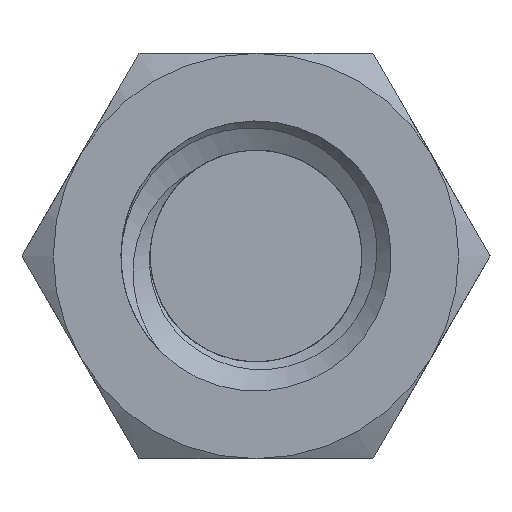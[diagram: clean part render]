
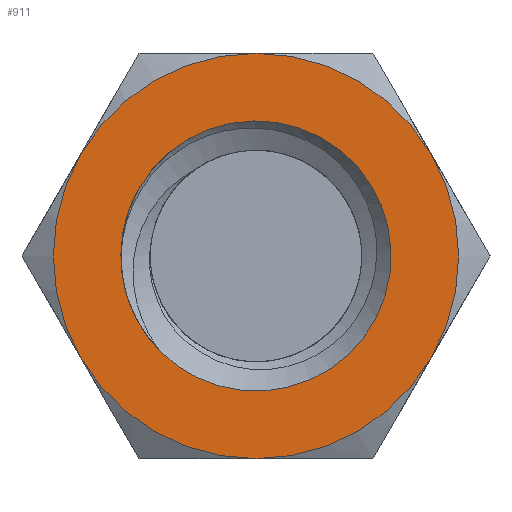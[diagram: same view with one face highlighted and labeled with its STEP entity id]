
A CAD part, left-side view. The second image highlights one B-rep face of the part: STEP entity #911.
In plain terms, the highlighted planar face has unit normal (-1, 0, 0).
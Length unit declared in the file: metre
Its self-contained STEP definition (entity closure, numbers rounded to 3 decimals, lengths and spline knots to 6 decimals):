
#48=PLANE('',#959);
#99=CIRCLE('',#960,0.00225);
#100=CIRCLE('',#961,0.00225);
#101=CIRCLE('',#962,0.00225);
#102=CIRCLE('',#963,0.00225);
#103=CIRCLE('',#964,0.00225);
#104=CIRCLE('',#965,0.00225);
#105=CIRCLE('',#966,0.0015);
#106=CIRCLE('',#967,0.0015);
#240=ORIENTED_EDGE('',*,*,#552,.F.);
#241=ORIENTED_EDGE('',*,*,#553,.T.);
#242=ORIENTED_EDGE('',*,*,#554,.T.);
#243=ORIENTED_EDGE('',*,*,#555,.T.);
#244=ORIENTED_EDGE('',*,*,#556,.T.);
#245=ORIENTED_EDGE('',*,*,#557,.T.);
#246=ORIENTED_EDGE('',*,*,#558,.F.);
#247=ORIENTED_EDGE('',*,*,#559,.F.);
#552=EDGE_CURVE('',#707,#708,#99,.T.);
#553=EDGE_CURVE('',#707,#709,#100,.T.);
#554=EDGE_CURVE('',#709,#710,#101,.T.);
#555=EDGE_CURVE('',#710,#711,#102,.T.);
#556=EDGE_CURVE('',#711,#712,#103,.T.);
#557=EDGE_CURVE('',#712,#708,#104,.T.);
#558=EDGE_CURVE('',#656,#602,#105,.T.);
#559=EDGE_CURVE('',#602,#656,#106,.T.);
#602=VERTEX_POINT('',#1909);
#656=VERTEX_POINT('',#2762);
#707=VERTEX_POINT('',#4026);
#708=VERTEX_POINT('',#4027);
#709=VERTEX_POINT('',#4029);
#710=VERTEX_POINT('',#4031);
#711=VERTEX_POINT('',#4033);
#712=VERTEX_POINT('',#4035);
#839=EDGE_LOOP('',(#240,#241,#242,#243,#244,#245));
#840=EDGE_LOOP('',(#246,#247));
#873=FACE_BOUND('',#839,.T.);
#874=FACE_BOUND('',#840,.T.);
#911=ADVANCED_FACE('',(#873,#874),#48,.F.);
#959=AXIS2_PLACEMENT_3D('',#4024,#1023,#1024);
#960=AXIS2_PLACEMENT_3D('',#4025,#1025,#1026);
#961=AXIS2_PLACEMENT_3D('',#4028,#1027,#1028);
#962=AXIS2_PLACEMENT_3D('',#4030,#1029,#1030);
#963=AXIS2_PLACEMENT_3D('',#4032,#1031,#1032);
#964=AXIS2_PLACEMENT_3D('',#4034,#1033,#1034);
#965=AXIS2_PLACEMENT_3D('',#4036,#1035,#1036);
#966=AXIS2_PLACEMENT_3D('',#4037,#1037,#1038);
#967=AXIS2_PLACEMENT_3D('',#4038,#1039,#1040);
#1023=DIRECTION('',(1.,0.,0.));
#1024=DIRECTION('',(0.,0.,-1.));
#1025=DIRECTION('',(1.,0.,0.));
#1026=DIRECTION('',(0.,0.,-1.));
#1027=DIRECTION('',(-1.,0.,0.));
#1028=DIRECTION('',(0.,0.,-1.));
#1029=DIRECTION('',(-1.,0.,0.));
#1030=DIRECTION('',(0.,0.,-1.));
#1031=DIRECTION('',(-1.,0.,0.));
#1032=DIRECTION('',(0.,0.,-1.));
#1033=DIRECTION('',(-1.,0.,0.));
#1034=DIRECTION('',(0.,0.,-1.));
#1035=DIRECTION('',(-1.,0.,0.));
#1036=DIRECTION('',(0.,0.,-1.));
#1037=DIRECTION('',(-1.,0.,0.));
#1038=DIRECTION('',(0.,0.,1.));
#1039=DIRECTION('',(-1.,0.,0.));
#1040=DIRECTION('',(0.,0.,1.));
#1909=CARTESIAN_POINT('',(-0.0125,0.0015,0.));
#2762=CARTESIAN_POINT('',(-0.0125,0.00107,-0.001051));
#4024=CARTESIAN_POINT('',(-0.0125,0.,0.));
#4025=CARTESIAN_POINT('',(-0.0125,0.,0.));
#4026=CARTESIAN_POINT('',(-0.0125,0.,-0.00225));
#4027=CARTESIAN_POINT('',(-0.0125,0.001949,-0.001125));
#4028=CARTESIAN_POINT('',(-0.0125,0.,0.));
#4029=CARTESIAN_POINT('',(-0.0125,-0.001949,-0.001125));
#4030=CARTESIAN_POINT('',(-0.0125,0.,0.));
#4031=CARTESIAN_POINT('',(-0.0125,-0.001949,0.001125));
#4032=CARTESIAN_POINT('',(-0.0125,0.,0.));
#4033=CARTESIAN_POINT('',(-0.0125,0.,0.00225));
#4034=CARTESIAN_POINT('',(-0.0125,0.,0.));
#4035=CARTESIAN_POINT('',(-0.0125,0.001949,0.001125));
#4036=CARTESIAN_POINT('',(-0.0125,0.,0.));
#4037=CARTESIAN_POINT('',(-0.0125,0.,0.));
#4038=CARTESIAN_POINT('',(-0.0125,0.,0.));
